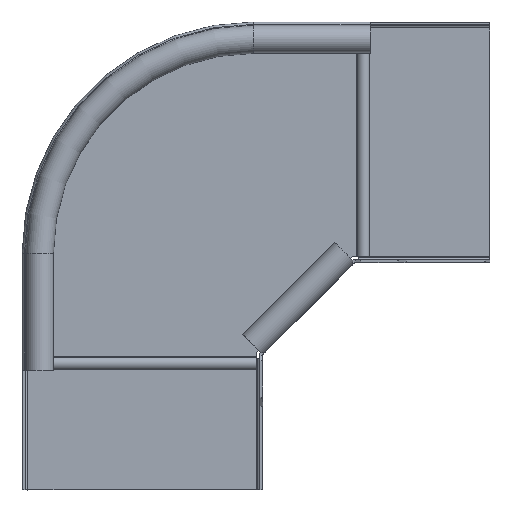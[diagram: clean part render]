
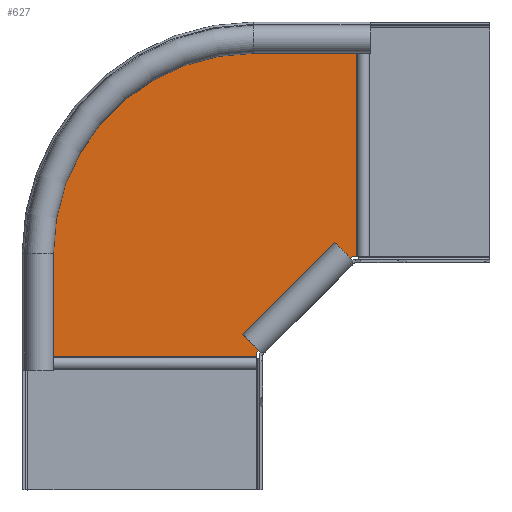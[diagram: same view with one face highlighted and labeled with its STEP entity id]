
A CAD part, top view. The second image highlights one B-rep face of the part: STEP entity #627.
In plain terms, the highlighted planar face has unit normal (0, 0, 1).
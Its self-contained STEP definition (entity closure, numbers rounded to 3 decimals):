
#29=DIRECTION('',(-1.,0.,0.));
#30=VECTOR('',#29,1.972);
#31=CARTESIAN_POINT('',(-57.328,100.35,0.));
#32=LINE('',#31,#30);
#94=DIRECTION('',(1.,0.,0.));
#95=VECTOR('',#94,44.522);
#96=CARTESIAN_POINT('',(-101.85,198.85,0.));
#97=LINE('',#96,#95);
#159=DIRECTION('',(0.707,0.707,0.));
#160=VECTOR('',#159,58.053);
#161=CARTESIAN_POINT('',(-100.35,59.3,0.));
#162=LINE('',#161,#160);
#163=CARTESIAN_POINT('',(-101.85,101.85,0.));
#164=DIRECTION('',(0.,0.,1.));
#165=DIRECTION('',(0.,1.,0.));
#166=AXIS2_PLACEMENT_3D('',#163,#164,#165);
#193=DIRECTION('',(0.,-1.,0.));
#194=VECTOR('',#193,1.972);
#195=CARTESIAN_POINT('',(-100.35,59.3,0.));
#196=LINE('',#195,#194);
#267=DIRECTION('',(0.,1.,0.));
#268=VECTOR('',#267,44.522);
#269=CARTESIAN_POINT('',(-198.85,57.328,0.));
#270=LINE('',#269,#268);
#292=DIRECTION('',(-1.,0.,0.));
#293=VECTOR('',#292,98.5);
#294=CARTESIAN_POINT('',(-100.35,57.328,0.));
#295=LINE('',#294,#293);
#308=DIRECTION('',(0.,-1.,0.));
#309=VECTOR('',#308,98.5);
#310=CARTESIAN_POINT('',(-57.328,198.85,0.));
#311=LINE('',#310,#309);
#334=CARTESIAN_POINT('',(-100.35,57.328,0.));
#336=VERTEX_POINT('',#334);
#346=CARTESIAN_POINT('',(-100.35,59.3,0.));
#347=CARTESIAN_POINT('',(-59.3,100.35,0.));
#348=VERTEX_POINT('',#346);
#349=VERTEX_POINT('',#347);
#364=CARTESIAN_POINT('',(-198.85,57.328,0.));
#365=VERTEX_POINT('',#364);
#370=CARTESIAN_POINT('',(-57.328,198.85,0.));
#371=CARTESIAN_POINT('',(-57.328,100.35,0.));
#372=VERTEX_POINT('',#370);
#373=VERTEX_POINT('',#371);
#398=CARTESIAN_POINT('',(-101.85,198.85,0.));
#399=CARTESIAN_POINT('',(-198.85,101.85,0.));
#400=VERTEX_POINT('',#398);
#401=VERTEX_POINT('',#399);
#607=CARTESIAN_POINT('',(-101.85,101.85,0.));
#608=DIRECTION('',(0.,0.,-1.));
#609=DIRECTION('',(-1.,0.,0.));
#610=AXIS2_PLACEMENT_3D('',#607,#608,#609);
#611=PLANE('',#610);
#613=ORIENTED_EDGE('',*,*,#612,.F.);
#615=ORIENTED_EDGE('',*,*,#614,.T.);
#617=ORIENTED_EDGE('',*,*,#616,.T.);
#619=ORIENTED_EDGE('',*,*,#618,.T.);
#620=ORIENTED_EDGE('',*,*,#598,.F.);
#621=ORIENTED_EDGE('',*,*,#511,.T.);
#623=ORIENTED_EDGE('',*,*,#622,.T.);
#624=ORIENTED_EDGE('',*,*,#467,.T.);
#625=EDGE_LOOP('',(#613,#615,#617,#619,#620,#621,#623,#624));
#626=FACE_OUTER_BOUND('',#625,.F.);
#627=ADVANCED_FACE('',(#626),#611,.F.);
#167=CIRCLE('',#166,97.);
#467=EDGE_CURVE('',#373,#349,#32,.T.);
#511=EDGE_CURVE('',#400,#372,#97,.T.);
#598=EDGE_CURVE('',#400,#401,#167,.T.);
#612=EDGE_CURVE('',#348,#349,#162,.T.);
#614=EDGE_CURVE('',#348,#336,#196,.T.);
#616=EDGE_CURVE('',#336,#365,#295,.T.);
#618=EDGE_CURVE('',#365,#401,#270,.T.);
#622=EDGE_CURVE('',#372,#373,#311,.T.);
